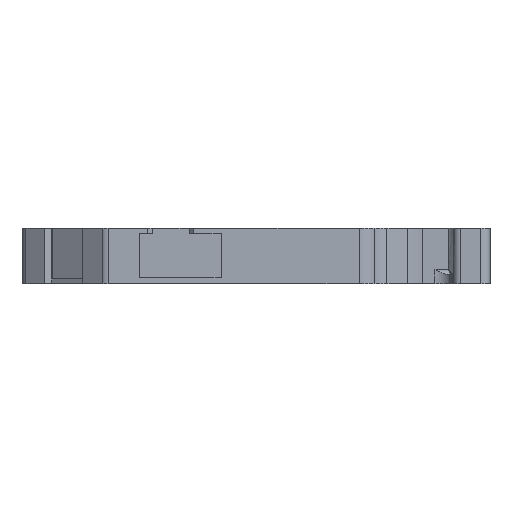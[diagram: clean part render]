
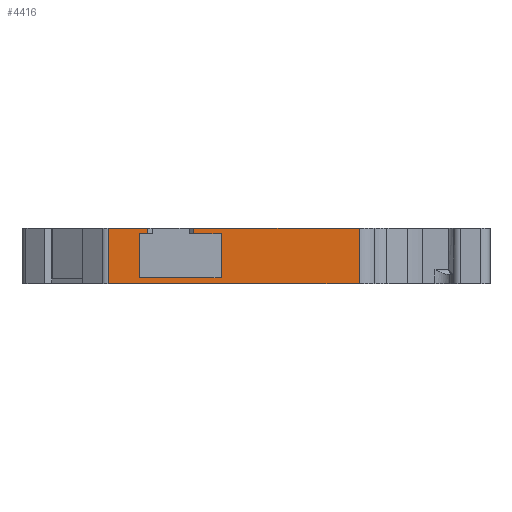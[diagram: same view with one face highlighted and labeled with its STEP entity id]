
A CAD part, left-side view. The second image highlights one B-rep face of the part: STEP entity #4416.
In plain terms, the highlighted planar face has unit normal (-1, 0, 0).
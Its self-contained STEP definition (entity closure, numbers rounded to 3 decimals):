
#69 = VECTOR ( 'NONE', #174, 1000. ) ;
#171 = VECTOR ( 'NONE', #958, 1000. ) ;
#174 = DIRECTION ( 'NONE',  ( 0., 0., -1. ) ) ;
#197 = CARTESIAN_POINT ( 'NONE',  ( -53.619, 18.123, 5.352 ) ) ;
#240 = CARTESIAN_POINT ( 'NONE',  ( -53.619, 18.123, 5.352 ) ) ;
#305 = LINE ( 'NONE', #9197, #69 ) ;
#398 = FACE_OUTER_BOUND ( 'NONE', #8145, .T. ) ;
#431 = VECTOR ( 'NONE', #5723, 1000. ) ;
#482 = CARTESIAN_POINT ( 'NONE',  ( -53.619, -5.651, 10.702 ) ) ;
#601 = DIRECTION ( 'NONE',  ( 0., -1., 0. ) ) ;
#612 = LINE ( 'NONE', #622, #6378 ) ;
#622 = CARTESIAN_POINT ( 'NONE',  ( -53.619, 21.49, 10.702 ) ) ;
#708 = CARTESIAN_POINT ( 'NONE',  ( -53.619, -5.651, 4.752 ) ) ;
#746 = CARTESIAN_POINT ( 'NONE',  ( -53.619, 18.123, 5.352 ) ) ;
#881 = CARTESIAN_POINT ( 'NONE',  ( -53.619, 21.49, 4.752 ) ) ;
#958 = DIRECTION ( 'NONE',  ( 0., 0., -1. ) ) ;
#1014 = LINE ( 'NONE', #3780, #4613 ) ;
#1075 = DIRECTION ( 'NONE',  ( 0., 0., -1. ) ) ;
#1356 = CARTESIAN_POINT ( 'NONE',  ( -53.619, -5.651, 10.752 ) ) ;
#1378 = EDGE_CURVE ( 'NONE', #2818, #2982, #7177, .T. ) ;
#1436 = DIRECTION ( 'NONE',  ( 0., -1., 0. ) ) ;
#1542 = CARTESIAN_POINT ( 'NONE',  ( -53.619, 9.283, 5.352 ) ) ;
#2177 = DIRECTION ( 'NONE',  ( 0., 0., -1. ) ) ;
#2206 = PLANE ( 'NONE',  #5349 ) ;
#2238 = DIRECTION ( 'NONE',  ( 1., 0., 0. ) ) ;
#2256 = EDGE_CURVE ( 'NONE', #2928, #3315, #5804, .T. ) ;
#2426 = CARTESIAN_POINT ( 'NONE',  ( -53.619, 21.49, 10.752 ) ) ;
#2625 = CARTESIAN_POINT ( 'NONE',  ( -53.619, 12.223, 10.152 ) ) ;
#2818 = VERTEX_POINT ( 'NONE', #482 ) ;
#2849 = CARTESIAN_POINT ( 'NONE',  ( -53.619, 12.223, 10.702 ) ) ;
#2928 = VERTEX_POINT ( 'NONE', #3766 ) ;
#2982 = VERTEX_POINT ( 'NONE', #708 ) ;
#3286 = LINE ( 'NONE', #3387, #5045 ) ;
#3315 = VERTEX_POINT ( 'NONE', #881 ) ;
#3387 = CARTESIAN_POINT ( 'NONE',  ( -53.619, 18.123, 10.152 ) ) ;
#3437 = LINE ( 'NONE', #3502, #7403 ) ;
#3490 = ORIENTED_EDGE ( 'NONE', *, *, #8613, .F. ) ;
#3502 = CARTESIAN_POINT ( 'NONE',  ( -53.619, 18.123, 10.152 ) ) ;
#3583 = VERTEX_POINT ( 'NONE', #2849 ) ;
#3715 = VERTEX_POINT ( 'NONE', #1542 ) ;
#3760 = VERTEX_POINT ( 'NONE', #3977 ) ;
#3766 = CARTESIAN_POINT ( 'NONE',  ( -53.619, 21.49, 10.702 ) ) ;
#3780 = CARTESIAN_POINT ( 'NONE',  ( -53.619, 9.283, 5.352 ) ) ;
#3806 = CARTESIAN_POINT ( 'NONE',  ( -53.619, 21.49, 4.752 ) ) ;
#3809 = VERTEX_POINT ( 'NONE', #240 ) ;
#3854 = VERTEX_POINT ( 'NONE', #4096 ) ;
#3855 = ORIENTED_EDGE ( 'NONE', *, *, #8421, .F. ) ;
#3873 = VERTEX_POINT ( 'NONE', #2625 ) ;
#3921 = VECTOR ( 'NONE', #1436, 1000. ) ;
#3942 = VERTEX_POINT ( 'NONE', #8699 ) ;
#3977 = CARTESIAN_POINT ( 'NONE',  ( -53.619, 9.283, 10.152 ) ) ;
#4041 = VERTEX_POINT ( 'NONE', #5960 ) ;
#4096 = CARTESIAN_POINT ( 'NONE',  ( -53.619, 18.123, 10.152 ) ) ;
#4267 = DIRECTION ( 'NONE',  ( 0., 1., 0. ) ) ;
#4416 = ADVANCED_FACE ( 'NONE', ( #398 ), #2206, .F. ) ;
#4438 = DIRECTION ( 'NONE',  ( 0., -1., 0. ) ) ;
#4515 = LINE ( 'NONE', #8000, #431 ) ;
#4530 = DIRECTION ( 'NONE',  ( 0., 0., 1. ) ) ;
#4613 = VECTOR ( 'NONE', #4530, 1000. ) ;
#5005 = VECTOR ( 'NONE', #2177, 1000. ) ;
#5045 = VECTOR ( 'NONE', #5629, 1000. ) ;
#5061 = ORIENTED_EDGE ( 'NONE', *, *, #1378, .F. ) ;
#5349 = AXIS2_PLACEMENT_3D ( 'NONE', #6766, #2238, #7545 ) ;
#5629 = DIRECTION ( 'NONE',  ( 0., 1., 0. ) ) ;
#5723 = DIRECTION ( 'NONE',  ( 0., 0., 1. ) ) ;
#5804 = LINE ( 'NONE', #2426, #5005 ) ;
#5854 = CARTESIAN_POINT ( 'NONE',  ( -53.619, 21.49, 10.702 ) ) ;
#5960 = CARTESIAN_POINT ( 'NONE',  ( -53.619, 17.223, 10.702 ) ) ;
#6086 = VECTOR ( 'NONE', #9709, 1000. ) ;
#6197 = LINE ( 'NONE', #197, #171 ) ;
#6378 = VECTOR ( 'NONE', #4438, 1000. ) ;
#6572 = ORIENTED_EDGE ( 'NONE', *, *, #2256, .T. ) ;
#6766 = CARTESIAN_POINT ( 'NONE',  ( -53.619, 21.49, 10.752 ) ) ;
#7110 = VECTOR ( 'NONE', #1075, 1000. ) ;
#7177 = LINE ( 'NONE', #1356, #7110 ) ;
#7278 = EDGE_CURVE ( 'NONE', #3583, #2818, #612, .T. ) ;
#7403 = VECTOR ( 'NONE', #4267, 1000. ) ;
#7464 = EDGE_CURVE ( 'NONE', #3583, #3873, #305, .T. ) ;
#7545 = DIRECTION ( 'NONE',  ( 0., 0., -1. ) ) ;
#7628 = EDGE_CURVE ( 'NONE', #3760, #3873, #3437, .T. ) ;
#7863 = ORIENTED_EDGE ( 'NONE', *, *, #7278, .F. ) ;
#8000 = CARTESIAN_POINT ( 'NONE',  ( -53.619, 17.223, 10.752 ) ) ;
#8074 = EDGE_CURVE ( 'NONE', #3715, #3760, #1014, .T. ) ;
#8104 = LINE ( 'NONE', #746, #6086 ) ;
#8106 = LINE ( 'NONE', #3806, #3921 ) ;
#8130 = EDGE_CURVE ( 'NONE', #3809, #3715, #8104, .T. ) ;
#8145 = EDGE_LOOP ( 'NONE', ( #5061, #7863, #8698, #8716, #8822, #8840, #3855, #3490, #8935, #8944, #6572, #9039 ) ) ;
#8421 = EDGE_CURVE ( 'NONE', #3854, #3809, #6197, .T. ) ;
#8546 = VECTOR ( 'NONE', #601, 1000. ) ;
#8613 = EDGE_CURVE ( 'NONE', #3942, #3854, #3286, .T. ) ;
#8698 = ORIENTED_EDGE ( 'NONE', *, *, #7464, .T. ) ;
#8699 = CARTESIAN_POINT ( 'NONE',  ( -53.619, 17.223, 10.152 ) ) ;
#8716 = ORIENTED_EDGE ( 'NONE', *, *, #7628, .F. ) ;
#8755 = EDGE_CURVE ( 'NONE', #3942, #4041, #4515, .T. ) ;
#8783 = LINE ( 'NONE', #5854, #8546 ) ;
#8822 = ORIENTED_EDGE ( 'NONE', *, *, #8074, .F. ) ;
#8840 = ORIENTED_EDGE ( 'NONE', *, *, #8130, .F. ) ;
#8935 = ORIENTED_EDGE ( 'NONE', *, *, #8755, .T. ) ;
#8944 = ORIENTED_EDGE ( 'NONE', *, *, #9057, .F. ) ;
#9039 = ORIENTED_EDGE ( 'NONE', *, *, #9210, .T. ) ;
#9057 = EDGE_CURVE ( 'NONE', #2928, #4041, #8783, .T. ) ;
#9197 = CARTESIAN_POINT ( 'NONE',  ( -53.619, 12.223, 10.752 ) ) ;
#9210 = EDGE_CURVE ( 'NONE', #3315, #2982, #8106, .T. ) ;
#9709 = DIRECTION ( 'NONE',  ( 0., -1., 0. ) ) ;
